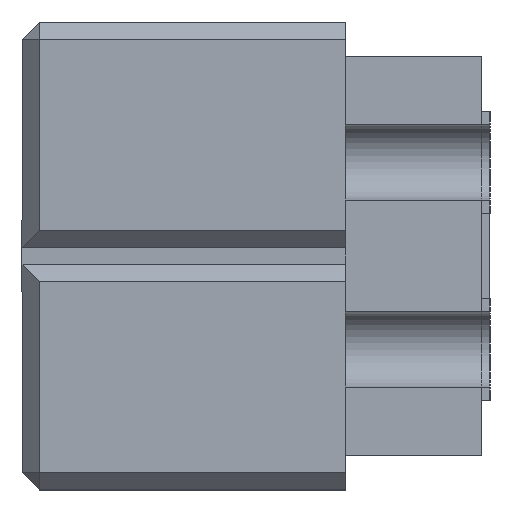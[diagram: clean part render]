
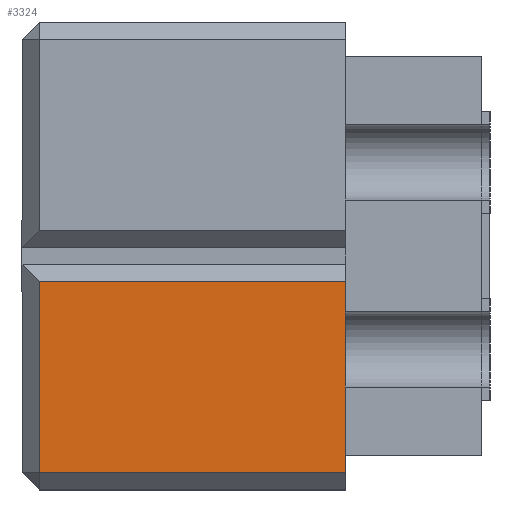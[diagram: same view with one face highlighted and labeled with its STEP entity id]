
A CAD part, left-side view. The second image highlights one B-rep face of the part: STEP entity #3324.
In plain terms, the highlighted planar face has unit normal (-1, 0, 0).
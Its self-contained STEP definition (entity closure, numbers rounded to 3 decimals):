
#86 = EDGE_LOOP ( 'NONE', ( #3107, #3415, #1986, #2293 ) ) ;
#312 = VECTOR ( 'NONE', #2347, 1000. ) ;
#356 = CARTESIAN_POINT ( 'NONE',  ( -3.45, 0.8, 1.375 ) ) ;
#417 = VECTOR ( 'NONE', #3268, 1000. ) ;
#462 = DIRECTION ( 'NONE',  ( 1., 0., 0. ) ) ;
#477 = VECTOR ( 'NONE', #1773, 1000. ) ;
#535 = VERTEX_POINT ( 'NONE', #995 ) ;
#587 = LINE ( 'NONE', #877, #312 ) ;
#629 = VERTEX_POINT ( 'NONE', #809 ) ;
#809 = CARTESIAN_POINT ( 'NONE',  ( -3.45, 2.6, -1.275 ) ) ;
#877 = CARTESIAN_POINT ( 'NONE',  ( -3.45, 12.828, -1.275 ) ) ;
#883 = CARTESIAN_POINT ( 'NONE',  ( -3.45, 2.6, -1.375 ) ) ;
#995 = CARTESIAN_POINT ( 'NONE',  ( -3.45, 0.8, -0.15 ) ) ;
#1057 = FACE_OUTER_BOUND ( 'NONE', #86, .T. ) ;
#1071 = VERTEX_POINT ( 'NONE', #1416 ) ;
#1197 = DIRECTION ( 'NONE',  ( 0., 0., -1. ) ) ;
#1336 = AXIS2_PLACEMENT_3D ( 'NONE', #3078, #462, #3662 ) ;
#1416 = CARTESIAN_POINT ( 'NONE',  ( -3.45, 0.8, -1.275 ) ) ;
#1552 = EDGE_CURVE ( 'NONE', #1617, #629, #2608, .T. ) ;
#1617 = VERTEX_POINT ( 'NONE', #3070 ) ;
#1773 = DIRECTION ( 'NONE',  ( 0., 0., 1. ) ) ;
#1876 = EDGE_CURVE ( 'NONE', #535, #1617, #3593, .T. ) ;
#1902 = PLANE ( 'NONE',  #1336 ) ;
#1986 = ORIENTED_EDGE ( 'NONE', *, *, #1552, .T. ) ;
#2080 = CARTESIAN_POINT ( 'NONE',  ( -3.45, 12.828, -0.15 ) ) ;
#2130 = EDGE_CURVE ( 'NONE', #1071, #535, #2933, .T. ) ;
#2293 = ORIENTED_EDGE ( 'NONE', *, *, #3091, .T. ) ;
#2347 = DIRECTION ( 'NONE',  ( 0., -1., 0. ) ) ;
#2486 = VECTOR ( 'NONE', #1197, 1000. ) ;
#2608 = LINE ( 'NONE', #883, #2486 ) ;
#2933 = LINE ( 'NONE', #356, #477 ) ;
#3070 = CARTESIAN_POINT ( 'NONE',  ( -3.45, 2.6, -0.15 ) ) ;
#3078 = CARTESIAN_POINT ( 'NONE',  ( -3.45, 12.828, 1.375 ) ) ;
#3091 = EDGE_CURVE ( 'NONE', #629, #1071, #587, .T. ) ;
#3107 = ORIENTED_EDGE ( 'NONE', *, *, #2130, .T. ) ;
#3268 = DIRECTION ( 'NONE',  ( 0., 1., 0. ) ) ;
#3324 = ADVANCED_FACE ( 'NONE', ( #1057 ), #1902, .F. ) ;
#3415 = ORIENTED_EDGE ( 'NONE', *, *, #1876, .T. ) ;
#3593 = LINE ( 'NONE', #2080, #417 ) ;
#3662 = DIRECTION ( 'NONE',  ( 0., 0., -1. ) ) ;
